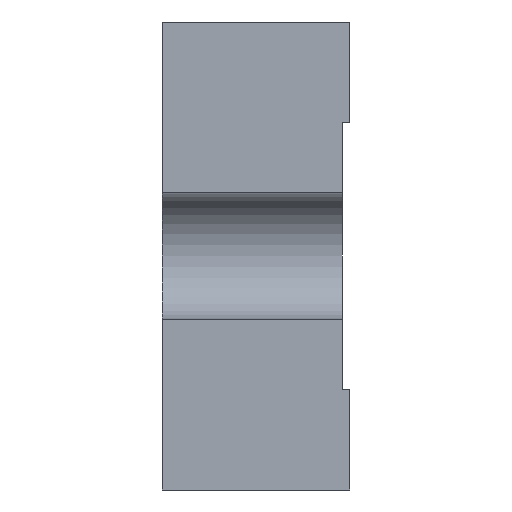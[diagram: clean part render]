
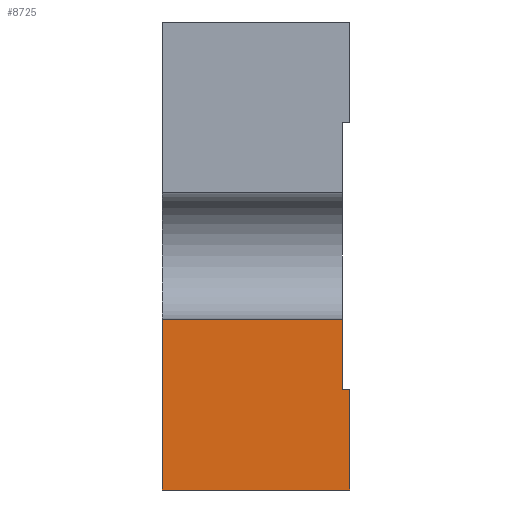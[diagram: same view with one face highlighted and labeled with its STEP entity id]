
A CAD part, left-side view. The second image highlights one B-rep face of the part: STEP entity #8725.
In plain terms, the highlighted planar face has unit normal (-1, 0, 0).
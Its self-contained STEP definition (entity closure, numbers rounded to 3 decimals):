
#6033 = CARTESIAN_POINT ( 'NONE',  ( -37.5, -4.619, -7.15 ) ) ;
#6034 = CARTESIAN_POINT ( 'NONE',  ( -37.5, -4.619, -3.365 ) ) ;
#6046 = DIRECTION ( 'NONE',  ( 0., 0., -1. ) ) ;
#6047 = VECTOR ( 'NONE', #6046, 1000. ) ;
#6048 = CARTESIAN_POINT ( 'NONE',  ( -37.5, -4.619, 0. ) ) ;
#6049 = LINE ( 'NONE', #6048, #6047 ) ;
#6517 = FACE_OUTER_BOUND ( 'NONE', #8726, .T. ) ;
#6548 = CARTESIAN_POINT ( 'NONE',  ( -37.5, -5., -7.15 ) ) ;
#6549 = DIRECTION ( 'NONE',  ( 0., 0., -1. ) ) ;
#6550 = VECTOR ( 'NONE', #6549, 1000. ) ;
#6551 = CARTESIAN_POINT ( 'NONE',  ( -37.5, -5., 0. ) ) ;
#6552 = LINE ( 'NONE', #6551, #6550 ) ;
#6553 = DIRECTION ( 'NONE',  ( 0., 0., 1. ) ) ;
#6554 = DIRECTION ( 'NONE',  ( -1., 0., 0. ) ) ;
#6555 = CARTESIAN_POINT ( 'NONE',  ( -37.5, 5., 0. ) ) ;
#6556 = AXIS2_PLACEMENT_3D ( 'NONE', #6555, #6554, #6553 ) ;
#6557 = PLANE ( 'NONE',  #6556 ) ;
#6778 = LINE ( 'NONE', #6836, #6835 ) ;
#6779 = DIRECTION ( 'NONE',  ( 0., -1., 0. ) ) ;
#6780 = VECTOR ( 'NONE', #6779, 1000. ) ;
#6781 = CARTESIAN_POINT ( 'NONE',  ( -37.5, -4.619, -7.15 ) ) ;
#6782 = LINE ( 'NONE', #6781, #6780 ) ;
#6783 = CARTESIAN_POINT ( 'NONE',  ( -37.5, -5., -12.497 ) ) ;
#6824 = DIRECTION ( 'NONE',  ( 0., -1., 0. ) ) ;
#6825 = VECTOR ( 'NONE', #6824, 1000. ) ;
#6826 = CARTESIAN_POINT ( 'NONE',  ( -37.5, 5., -12.497 ) ) ;
#6827 = LINE ( 'NONE', #6826, #6825 ) ;
#6828 = CARTESIAN_POINT ( 'NONE',  ( -37.5, 5., -12.497 ) ) ;
#6829 = DIRECTION ( 'NONE',  ( 0., 0., -1. ) ) ;
#6830 = VECTOR ( 'NONE', #6829, 1000. ) ;
#6831 = CARTESIAN_POINT ( 'NONE',  ( -37.5, 5., 0. ) ) ;
#6832 = LINE ( 'NONE', #6831, #6830 ) ;
#6833 = CARTESIAN_POINT ( 'NONE',  ( -37.5, 5., -3.365 ) ) ;
#6834 = DIRECTION ( 'NONE',  ( 0., -1., 0. ) ) ;
#6835 = VECTOR ( 'NONE', #6834, 1000. ) ;
#6836 = CARTESIAN_POINT ( 'NONE',  ( -37.5, 5., -3.365 ) ) ;
#8528 = EDGE_CURVE ( 'NONE', #8529, #8530, #6049, .T. ) ;
#8529 = VERTEX_POINT ( 'NONE', #6034 ) ;
#8530 = VERTEX_POINT ( 'NONE', #6033 ) ;
#8725 = ADVANCED_FACE ( 'NONE', ( #6517 ), #6557, .T. ) ;
#8726 = EDGE_LOOP ( 'NONE', ( #8727, #8805, #8807, #8808, #8811, #8814 ) ) ;
#8727 = ORIENTED_EDGE ( 'NONE', *, *, #8728, .F. ) ;
#8728 = EDGE_CURVE ( 'NONE', #8729, #8804, #6552, .T. ) ;
#8729 = VERTEX_POINT ( 'NONE', #6548 ) ;
#8804 = VERTEX_POINT ( 'NONE', #6783 ) ;
#8805 = ORIENTED_EDGE ( 'NONE', *, *, #8806, .F. ) ;
#8806 = EDGE_CURVE ( 'NONE', #8530, #8729, #6782, .T. ) ;
#8807 = ORIENTED_EDGE ( 'NONE', *, *, #8528, .F. ) ;
#8808 = ORIENTED_EDGE ( 'NONE', *, *, #8809, .F. ) ;
#8809 = EDGE_CURVE ( 'NONE', #8810, #8529, #6778, .T. ) ;
#8810 = VERTEX_POINT ( 'NONE', #6833 ) ;
#8811 = ORIENTED_EDGE ( 'NONE', *, *, #8812, .T. ) ;
#8812 = EDGE_CURVE ( 'NONE', #8810, #8813, #6832, .T. ) ;
#8813 = VERTEX_POINT ( 'NONE', #6828 ) ;
#8814 = ORIENTED_EDGE ( 'NONE', *, *, #8815, .T. ) ;
#8815 = EDGE_CURVE ( 'NONE', #8813, #8804, #6827, .T. ) ;
